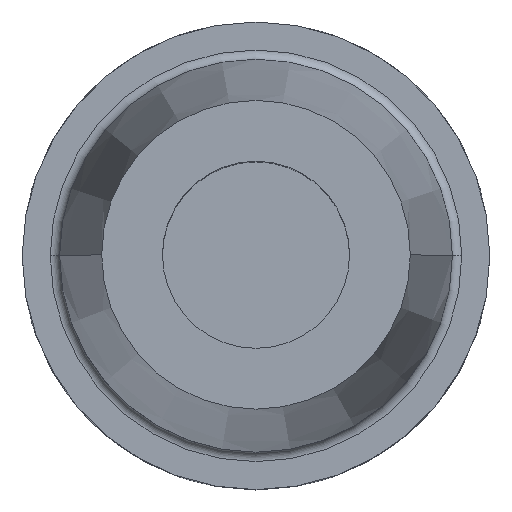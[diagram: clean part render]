
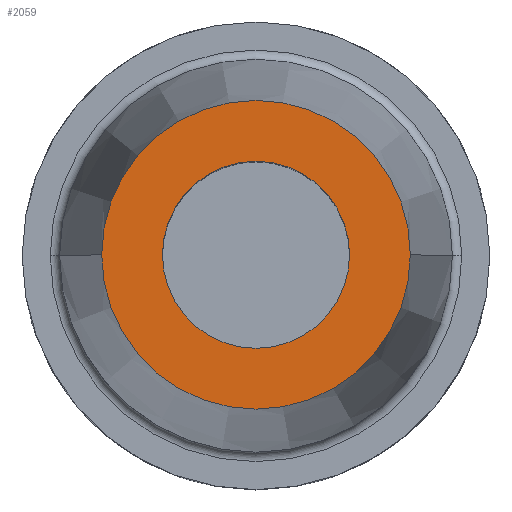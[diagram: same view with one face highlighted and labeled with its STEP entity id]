
A CAD part, top view. The second image highlights one B-rep face of the part: STEP entity #2059.
In plain terms, the highlighted planar face has unit normal (0, 0, 1).
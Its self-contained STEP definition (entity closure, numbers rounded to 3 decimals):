
#74 = VERTEX_POINT ( 'NONE', #2820 ) ;
#219 = EDGE_CURVE ( 'NONE', #4266, #74, #482, .T. ) ;
#420 = AXIS2_PLACEMENT_3D ( 'NONE', #4673, #4501, #4585 ) ;
#482 = CIRCLE ( 'NONE', #420, 16.5 ) ;
#1077 = EDGE_CURVE ( 'NONE', #2838, #3387, #1369, .T. ) ;
#1185 = DIRECTION ( 'NONE',  ( 0., 0., -1. ) ) ;
#1192 = DIRECTION ( 'NONE',  ( 0., 0., -1. ) ) ;
#1196 = ORIENTED_EDGE ( 'NONE', *, *, #1077, .T. ) ;
#1205 = ORIENTED_EDGE ( 'NONE', *, *, #219, .F. ) ;
#1369 = CIRCLE ( 'NONE', #1676, 10. ) ;
#1410 = EDGE_LOOP ( 'NONE', ( #1205, #1521 ) ) ;
#1426 = CARTESIAN_POINT ( 'NONE',  ( 0., 0., 85. ) ) ;
#1500 = AXIS2_PLACEMENT_3D ( 'NONE', #1426, #4001, #1802 ) ;
#1521 = ORIENTED_EDGE ( 'NONE', *, *, #3569, .F. ) ;
#1676 = AXIS2_PLACEMENT_3D ( 'NONE', #3394, #1185, #3766 ) ;
#1802 = DIRECTION ( 'NONE',  ( -1., 0., 0. ) ) ;
#1811 = CIRCLE ( 'NONE', #1500, 16.5 ) ;
#1887 = ORIENTED_EDGE ( 'NONE', *, *, #2945, .T. ) ;
#1889 = DIRECTION ( 'NONE',  ( 1., 0., 0. ) ) ;
#2059 = ADVANCED_FACE ( 'NONE', ( #4004, #2903 ), #4076, .T. ) ;
#2477 = CARTESIAN_POINT ( 'NONE',  ( -16.5, 0., 85. ) ) ;
#2726 = AXIS2_PLACEMENT_3D ( 'NONE', #3402, #1192, #3773 ) ;
#2820 = CARTESIAN_POINT ( 'NONE',  ( 16.5, 0., 85. ) ) ;
#2823 = CARTESIAN_POINT ( 'NONE',  ( -10., 0., 85. ) ) ;
#2838 = VERTEX_POINT ( 'NONE', #4288 ) ;
#2903 = FACE_OUTER_BOUND ( 'NONE', #1410, .T. ) ;
#2928 = DIRECTION ( 'NONE',  ( 0., 0., 1. ) ) ;
#2945 = EDGE_CURVE ( 'NONE', #3387, #2838, #3704, .T. ) ;
#2973 = CARTESIAN_POINT ( 'NONE',  ( 0., 16.5, 85. ) ) ;
#3387 = VERTEX_POINT ( 'NONE', #2823 ) ;
#3392 = AXIS2_PLACEMENT_3D ( 'NONE', #2973, #2928, #1889 ) ;
#3394 = CARTESIAN_POINT ( 'NONE',  ( 0., 0., 85. ) ) ;
#3402 = CARTESIAN_POINT ( 'NONE',  ( 0., 0., 85. ) ) ;
#3569 = EDGE_CURVE ( 'NONE', #74, #4266, #1811, .T. ) ;
#3704 = CIRCLE ( 'NONE', #2726, 10. ) ;
#3766 = DIRECTION ( 'NONE',  ( -1., 0., 0. ) ) ;
#3773 = DIRECTION ( 'NONE',  ( -1., 0., 0. ) ) ;
#4001 = DIRECTION ( 'NONE',  ( 0., 0., -1. ) ) ;
#4004 = FACE_BOUND ( 'NONE', #4089, .T. ) ;
#4076 = PLANE ( 'NONE',  #3392 ) ;
#4089 = EDGE_LOOP ( 'NONE', ( #1887, #1196 ) ) ;
#4266 = VERTEX_POINT ( 'NONE', #2477 ) ;
#4288 = CARTESIAN_POINT ( 'NONE',  ( 10., 0., 85. ) ) ;
#4501 = DIRECTION ( 'NONE',  ( 0., 0., -1. ) ) ;
#4585 = DIRECTION ( 'NONE',  ( -1., 0., 0. ) ) ;
#4673 = CARTESIAN_POINT ( 'NONE',  ( 0., 0., 85. ) ) ;
